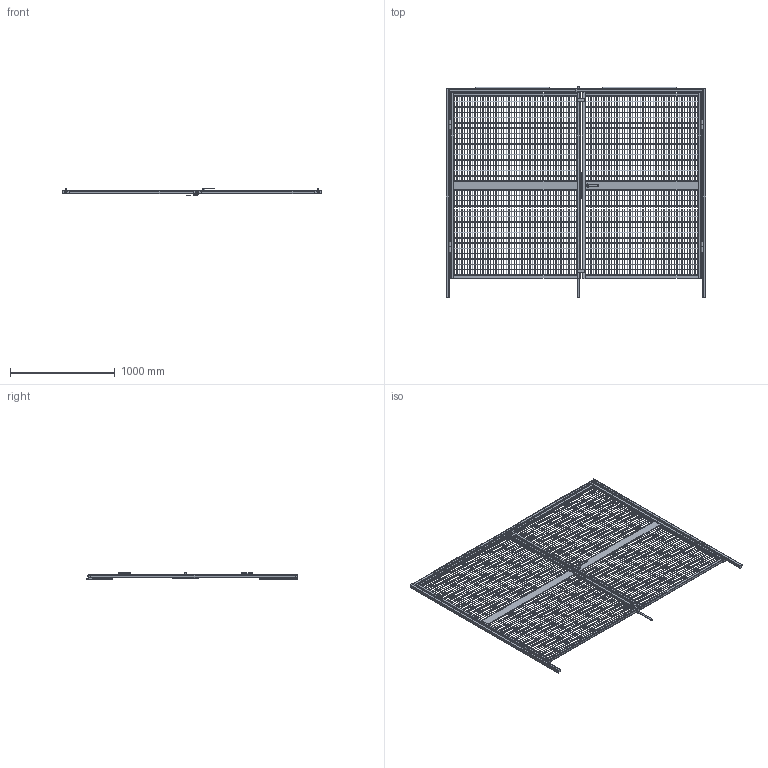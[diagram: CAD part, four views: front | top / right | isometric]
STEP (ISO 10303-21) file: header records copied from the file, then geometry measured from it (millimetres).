
FILE_DESCRIPTION (( 'STEP AP214' ), '1' );
FILE_NAME ('0010841.step', '2022-08-12T12:53:39', ( '' ), ( '' ), 'SwSTEP 2.0', 'SolidWorks 2020', '' );
FILE_SCHEMA (( 'AUTOMOTIVE_DESIGN' ));
Length unit declared in the file: millimetre
Products named in the file (1): 0010841
Bounding box: 2480 x 2021 x 76.15 mm (x, y, z)
Surface area: 6901936.1 mm2 (no closed solid volume)
Topology: 0 solids, 322 shells, 2643 faces, 5481 edges, 3504 vertices
Faces by surface type: plane 1263, cylinder 1114, bspline 124, cone 94, torus 48
Entity records: 122397 total; most frequent: CARTESIAN_POINT 32994, DIRECTION 12769, ORIENTED_EDGE 10858, EDGE_CURVE 5437, AXIS2_PLACEMENT_3D 5043, VERTEX_POINT 3504, UNCERTAINTY_MEASURE_WITH_UNIT 2959, PRESENTATION_STYLE_ASSIGNMENT 2958
